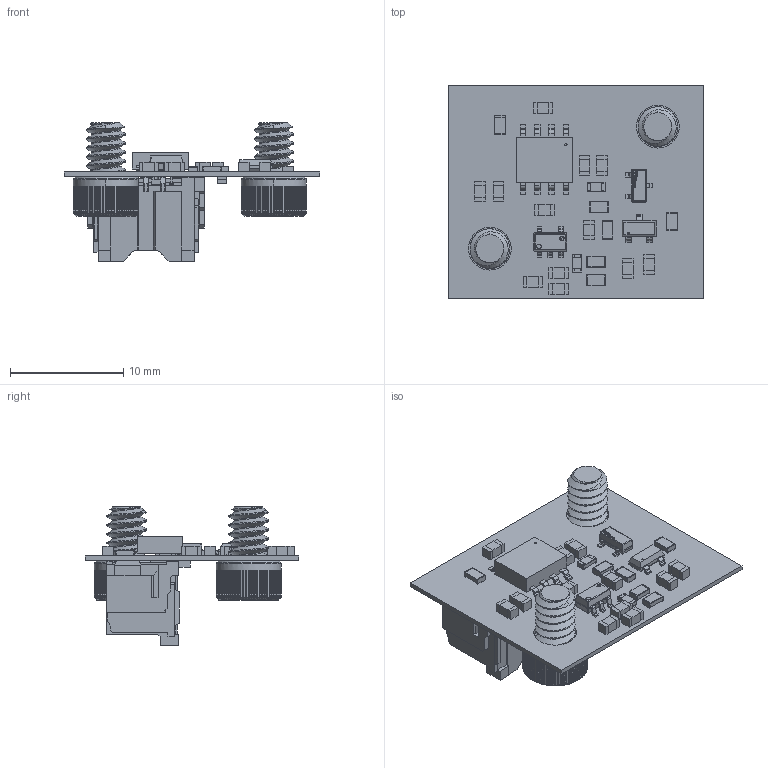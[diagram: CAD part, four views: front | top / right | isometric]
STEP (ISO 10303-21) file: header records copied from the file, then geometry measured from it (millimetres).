
FILE_DESCRIPTION(('Open CASCADE Model'),'2;1');
FILE_NAME('Open CASCADE Shape Model','2025-02-17T16:05:24',('Author'),( 'Open CASCADE'),'Open CASCADE STEP processor 7.5','Open CASCADE 7.5' ,'Unknown');
FILE_SCHEMA(('AUTOMOTIVE_DESIGN { 1 0 10303 214 1 1 1 1 }'));
Length unit declared in the file: millimetre
Products named in the file (95): PCB; Board; Open CASCADE STEP translator 7.5 2.1.1; U7; IC_Microchip_MIC7300YM5-TR_eec; IC_BODY; IC_LEG; circle; IC_LEG_MIR1; Microchip logo; D1; 150060xxx; housing; cover; base; Polarity Mark; R8; RES0603; C12; 9708316304; Extruded; 9708315904; U9; 9708518064; U8; 6991748528; U6; IC_Texas_Instruments_DRV5032FADBZR_eec; body; pins; logo; R7; R6; 9708522144; Mid_Body; Terminal; Open CASCADE STEP translator 6.8 3.2.1; Mark; R5; 9708519264 ...
Assembly tree (140 placements, depth 5):
  PCB
    Board
      Open CASCADE STEP translator 7.5 2.1.1
    U7
      IC_Microchip_MIC7300YM5-TR_eec
        IC_BODY
        IC_LEG  x3
        circle
        IC_LEG_MIR1  x2
        Microchip logo
    D1
      150060xxx
        housing
        cover
        base  x2
        Polarity Mark
    R8
      RES0603
    C12
      9708316304  x2
        Extruded
      9708315904
        Extruded
    U9
      9708518064
    U8
      6991748528
    U6
      IC_Texas_Instruments_DRV5032FADBZR_eec
        body
        pins
        logo
    R7
      RES0603
    R6
      9708522144
        Mid_Body
        Terminal  x2
          Open CASCADE STEP translator 6.8 3.2.1
        Mark
    R5
      9708519264
        Mid_Body
        Terminal  x2
          Open CASCADE STEP translator 6.8 3.2.1
        Mark
    R4
      9708517904
        Mid_Body
        Terminal  x2
          Open CASCADE STEP translator 6.8 3.2.1
        Mark
    R3
      9708522144
        Mid_Body
        Terminal  x2
          Open CASCADE STEP translator 6.8 3.2.1
        Mark
    R2
      9708520464
Bounding box: 22.61 x 18.92 x 12.27 mm (x, y, z)
Volume: 674 mm3; surface area: 2443.7 mm2
Topology: 147 solids, 147 shells, 2842 faces, 7493 edges, 4934 vertices
Faces by surface type: plane 1906, cylinder 342, bspline 238, cone 182, torus 156, sphere 18
Full cylindrical faces by diameter (mm): 0.15 x1, 0.199 x1, 0.4 x1, 3.784 x2
Entity records: 73273 total; most frequent: CARTESIAN_POINT 20964, ORIENTED_EDGE 10674, DIRECTION 8706, EDGE_CURVE 5337, LINE 3684, VECTOR 3684, VERTEX_POINT 3513, AXIS2_PLACEMENT_3D 2511
